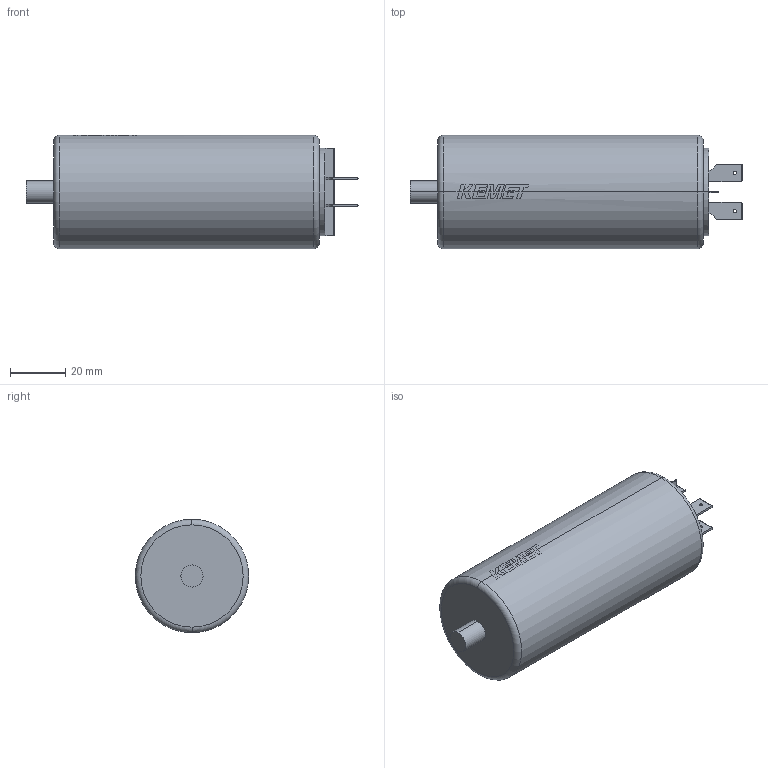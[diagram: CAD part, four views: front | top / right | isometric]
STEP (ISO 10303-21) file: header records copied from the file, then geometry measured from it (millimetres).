
FILE_DESCRIPTION (( 'STEP AP214' ), '1' );
FILE_NAME ('CFM_C27DF_40X94_D41L96.STEP', '2017-05-16T15:13:30', ( '' ), ( '' ), 'SwSTEP 2.0', 'SolidWorks 2014', '' );
FILE_SCHEMA (( 'AUTOMOTIVE_DESIGN' ));
Length unit declared in the file: millimetre
Products named in the file (1): CFM_C27DF_40X94_D41L96
Bounding box: 120 x 41 x 41 mm (x, y, z)
Volume: 128870.8 mm3; surface area: 16105 mm2
Topology: 1 solids, 1 shells, 137 faces, 367 edges, 238 vertices
Faces by surface type: cylinder 53, plane 49, bspline 31, torus 4
Entity records: 5985 total; most frequent: CARTESIAN_POINT 1413, ORIENTED_EDGE 734, DIRECTION 456, EDGE_CURVE 367, VERTEX_POINT 238, LINE 154, VECTOR 154, B_SPLINE_CURVE_WITH_KNOTS 153
